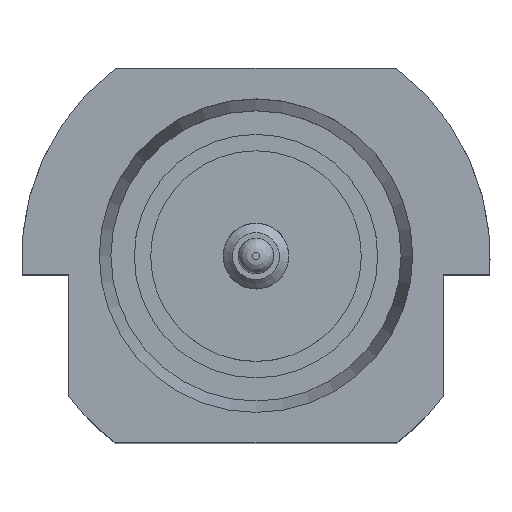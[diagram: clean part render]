
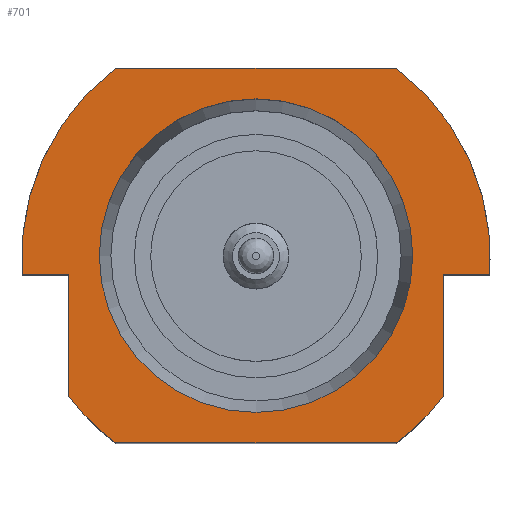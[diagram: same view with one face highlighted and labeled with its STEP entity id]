
A CAD part, top view. The second image highlights one B-rep face of the part: STEP entity #701.
In plain terms, the highlighted planar face has unit normal (0, 0, 1).
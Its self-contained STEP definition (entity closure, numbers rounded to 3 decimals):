
#24=FACE_BOUND('',#118,.T.);
#36=PLANE('',#783);
#69=FACE_OUTER_BOUND('',#117,.T.);
#117=EDGE_LOOP('',(#509,#510,#511,#512,#513,#514,#515,#516,#517,#518));
#118=EDGE_LOOP('',(#519));
#159=LINE('',#1165,#207);
#160=LINE('',#1169,#208);
#161=LINE('',#1171,#209);
#162=LINE('',#1175,#210);
#163=LINE('',#1179,#211);
#164=LINE('',#1180,#212);
#207=VECTOR('',#934,1000.);
#208=VECTOR('',#937,1000.);
#209=VECTOR('',#938,1000.);
#210=VECTOR('',#941,1000.);
#211=VECTOR('',#944,1000.);
#212=VECTOR('',#945,1000.);
#261=CIRCLE('',#776,1.675);
#266=CIRCLE('',#784,2.5);
#267=CIRCLE('',#785,2.5);
#268=CIRCLE('',#786,2.5);
#269=CIRCLE('',#787,2.5);
#304=VERTEX_POINT('',#1139);
#313=VERTEX_POINT('',#1161);
#314=VERTEX_POINT('',#1162);
#315=VERTEX_POINT('',#1164);
#316=VERTEX_POINT('',#1166);
#317=VERTEX_POINT('',#1168);
#318=VERTEX_POINT('',#1170);
#319=VERTEX_POINT('',#1172);
#320=VERTEX_POINT('',#1174);
#321=VERTEX_POINT('',#1176);
#322=VERTEX_POINT('',#1178);
#376=EDGE_CURVE('',#304,#304,#261,.T.);
#385=EDGE_CURVE('',#313,#314,#266,.T.);
#386=EDGE_CURVE('',#315,#313,#159,.T.);
#387=EDGE_CURVE('',#316,#315,#267,.T.);
#388=EDGE_CURVE('',#317,#316,#160,.T.);
#389=EDGE_CURVE('',#318,#317,#161,.T.);
#390=EDGE_CURVE('',#319,#318,#268,.T.);
#391=EDGE_CURVE('',#320,#319,#162,.T.);
#392=EDGE_CURVE('',#321,#320,#269,.T.);
#393=EDGE_CURVE('',#322,#321,#163,.T.);
#394=EDGE_CURVE('',#314,#322,#164,.T.);
#509=ORIENTED_EDGE('',*,*,#385,.F.);
#510=ORIENTED_EDGE('',*,*,#386,.F.);
#511=ORIENTED_EDGE('',*,*,#387,.F.);
#512=ORIENTED_EDGE('',*,*,#388,.F.);
#513=ORIENTED_EDGE('',*,*,#389,.F.);
#514=ORIENTED_EDGE('',*,*,#390,.F.);
#515=ORIENTED_EDGE('',*,*,#391,.F.);
#516=ORIENTED_EDGE('',*,*,#392,.F.);
#517=ORIENTED_EDGE('',*,*,#393,.F.);
#518=ORIENTED_EDGE('',*,*,#394,.F.);
#519=ORIENTED_EDGE('',*,*,#376,.F.);
#701=ADVANCED_FACE('',(#69,#24),#36,.F.);
#776=AXIS2_PLACEMENT_3D('',#1141,#912,#913);
#783=AXIS2_PLACEMENT_3D('',#1160,#930,#931);
#784=AXIS2_PLACEMENT_3D('',#1163,#932,#933);
#785=AXIS2_PLACEMENT_3D('',#1167,#935,#936);
#786=AXIS2_PLACEMENT_3D('',#1173,#939,#940);
#787=AXIS2_PLACEMENT_3D('',#1177,#942,#943);
#912=DIRECTION('center_axis',(0.,0.,1.));
#913=DIRECTION('ref_axis',(1.,0.,0.));
#930=DIRECTION('center_axis',(0.,0.,-1.));
#931=DIRECTION('ref_axis',(-1.,0.,0.));
#932=DIRECTION('center_axis',(0.,0.,-1.));
#933=DIRECTION('ref_axis',(-1.,0.,0.));
#934=DIRECTION('',(1.,0.,0.));
#935=DIRECTION('center_axis',(0.,0.,-1.));
#936=DIRECTION('ref_axis',(1.,0.,0.));
#937=DIRECTION('',(-1.,0.,0.));
#938=DIRECTION('',(0.,1.,0.));
#939=DIRECTION('center_axis',(0.,0.,-1.));
#940=DIRECTION('ref_axis',(1.,0.,0.));
#941=DIRECTION('',(-1.,0.,0.));
#942=DIRECTION('center_axis',(0.,0.,-1.));
#943=DIRECTION('ref_axis',(1.,0.,0.));
#944=DIRECTION('',(0.,-1.,0.));
#945=DIRECTION('',(-1.,0.,0.));
#1139=CARTESIAN_POINT('',(-1.675,0.,4.4));
#1141=CARTESIAN_POINT('Origin',(0.,0.,4.4));
#1160=CARTESIAN_POINT('Origin',(0.,0.,4.4));
#1161=CARTESIAN_POINT('',(1.5,2.,4.4));
#1162=CARTESIAN_POINT('',(2.492,-0.2,4.4));
#1163=CARTESIAN_POINT('Origin',(0.,0.,4.4));
#1164=CARTESIAN_POINT('',(-1.5,2.,4.4));
#1165=CARTESIAN_POINT('',(-1.5,2.,4.4));
#1166=CARTESIAN_POINT('',(-2.492,-0.2,4.4));
#1167=CARTESIAN_POINT('Origin',(0.,0.,4.4));
#1168=CARTESIAN_POINT('',(-2.,-0.2,4.4));
#1169=CARTESIAN_POINT('',(-2.,-0.2,4.4));
#1170=CARTESIAN_POINT('',(-2.,-1.5,4.4));
#1171=CARTESIAN_POINT('',(-2.,-1.5,4.4));
#1172=CARTESIAN_POINT('',(-1.5,-2.,4.4));
#1173=CARTESIAN_POINT('Origin',(0.,0.,4.4));
#1174=CARTESIAN_POINT('',(1.5,-2.,4.4));
#1175=CARTESIAN_POINT('',(1.5,-2.,4.4));
#1176=CARTESIAN_POINT('',(2.,-1.5,4.4));
#1177=CARTESIAN_POINT('Origin',(0.,0.,4.4));
#1178=CARTESIAN_POINT('',(2.,-0.2,4.4));
#1179=CARTESIAN_POINT('',(2.,-0.2,4.4));
#1180=CARTESIAN_POINT('',(2.492,-0.2,4.4));
